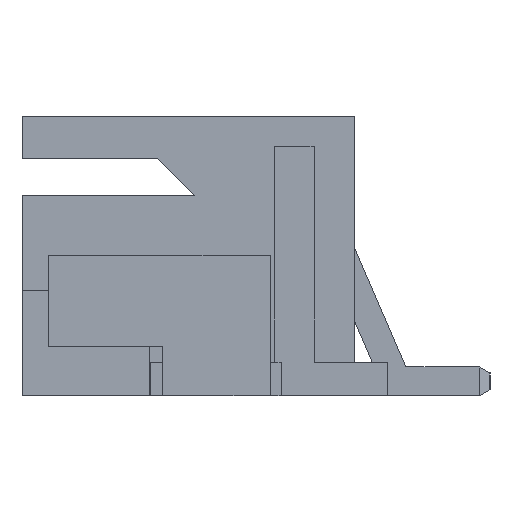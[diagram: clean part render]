
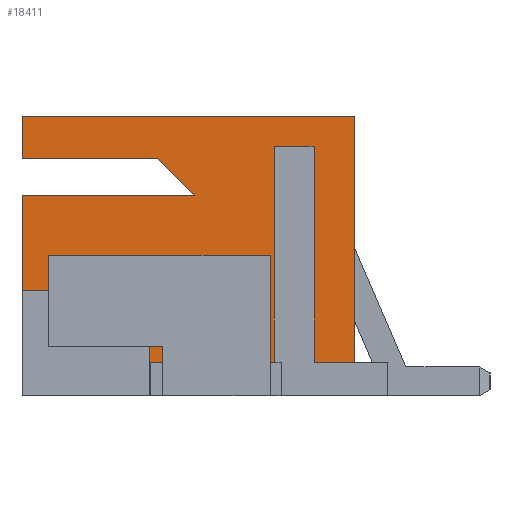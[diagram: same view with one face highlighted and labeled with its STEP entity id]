
A CAD part, left-side view. The second image highlights one B-rep face of the part: STEP entity #18411.
In plain terms, the highlighted planar face has unit normal (-1, 0, 0).
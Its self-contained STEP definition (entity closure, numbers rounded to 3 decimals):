
#1326=ORIENTED_EDGE('',*,*,#4187,.T.);
#1327=ORIENTED_EDGE('',*,*,#4932,.T.);
#1328=ORIENTED_EDGE('',*,*,#4933,.T.);
#1329=ORIENTED_EDGE('',*,*,#4934,.T.);
#1330=ORIENTED_EDGE('',*,*,#4926,.T.);
#1331=ORIENTED_EDGE('',*,*,#4291,.T.);
#1332=ORIENTED_EDGE('',*,*,#4317,.F.);
#1333=ORIENTED_EDGE('',*,*,#4313,.F.);
#1334=ORIENTED_EDGE('',*,*,#4935,.T.);
#1335=ORIENTED_EDGE('',*,*,#4936,.T.);
#1336=ORIENTED_EDGE('',*,*,#4937,.T.);
#1337=ORIENTED_EDGE('',*,*,#4938,.T.);
#1338=ORIENTED_EDGE('',*,*,#4939,.T.);
#1339=ORIENTED_EDGE('',*,*,#4309,.F.);
#1340=ORIENTED_EDGE('',*,*,#4940,.T.);
#1341=ORIENTED_EDGE('',*,*,#4941,.T.);
#1342=ORIENTED_EDGE('',*,*,#4942,.T.);
#1343=ORIENTED_EDGE('',*,*,#4332,.F.);
#1344=ORIENTED_EDGE('',*,*,#4943,.F.);
#1345=ORIENTED_EDGE('',*,*,#4179,.T.);
#4179=EDGE_CURVE('',#6081,#6080,#7297,.T.);
#4187=EDGE_CURVE('',#6080,#6087,#7305,.T.);
#4291=EDGE_CURVE('',#6189,#6188,#7409,.T.);
#4309=EDGE_CURVE('',#6203,#6199,#7427,.T.);
#4313=EDGE_CURVE('',#6204,#6206,#7431,.T.);
#4317=EDGE_CURVE('',#6206,#6188,#7435,.T.);
#4332=EDGE_CURVE('',#6221,#6222,#7450,.T.);
#4926=EDGE_CURVE('',#6650,#6189,#8044,.T.);
#4932=EDGE_CURVE('',#6087,#6654,#8050,.T.);
#4933=EDGE_CURVE('',#6654,#6655,#8051,.T.);
#4934=EDGE_CURVE('',#6655,#6650,#8052,.T.);
#4935=EDGE_CURVE('',#6204,#6656,#8053,.T.);
#4936=EDGE_CURVE('',#6656,#6657,#8054,.T.);
#4937=EDGE_CURVE('',#6657,#6658,#8055,.T.);
#4938=EDGE_CURVE('',#6658,#6659,#8056,.T.);
#4939=EDGE_CURVE('',#6659,#6199,#8057,.T.);
#4940=EDGE_CURVE('',#6203,#6660,#8058,.T.);
#4941=EDGE_CURVE('',#6660,#6661,#8059,.T.);
#4942=EDGE_CURVE('',#6661,#6222,#8060,.T.);
#4943=EDGE_CURVE('',#6081,#6221,#8061,.T.);
#6080=VERTEX_POINT('',#22922);
#6081=VERTEX_POINT('',#22924);
#6087=VERTEX_POINT('',#22938);
#6188=VERTEX_POINT('',#23147);
#6189=VERTEX_POINT('',#23149);
#6199=VERTEX_POINT('',#23176);
#6203=VERTEX_POINT('',#23184);
#6204=VERTEX_POINT('',#23191);
#6206=VERTEX_POINT('',#23194);
#6221=VERTEX_POINT('',#23230);
#6222=VERTEX_POINT('',#23232);
#6650=VERTEX_POINT('',#24382);
#6654=VERTEX_POINT('',#24393);
#6655=VERTEX_POINT('',#24395);
#6656=VERTEX_POINT('',#24398);
#6657=VERTEX_POINT('',#24400);
#6658=VERTEX_POINT('',#24402);
#6659=VERTEX_POINT('',#24404);
#6660=VERTEX_POINT('',#24407);
#6661=VERTEX_POINT('',#24409);
#7297=LINE('',#22923,#8925);
#7305=LINE('',#22939,#8933);
#7409=LINE('',#23148,#9037);
#7427=LINE('',#23185,#9055);
#7431=LINE('',#23193,#9059);
#7435=LINE('',#23200,#9063);
#7450=LINE('',#23231,#9078);
#8044=LINE('',#24381,#9672);
#8050=LINE('',#24392,#9678);
#8051=LINE('',#24394,#9679);
#8052=LINE('',#24396,#9680);
#8053=LINE('',#24397,#9681);
#8054=LINE('',#24399,#9682);
#8055=LINE('',#24401,#9683);
#8056=LINE('',#24403,#9684);
#8057=LINE('',#24405,#9685);
#8058=LINE('',#24406,#9686);
#8059=LINE('',#24408,#9687);
#8060=LINE('',#24410,#9688);
#8061=LINE('',#24411,#9689);
#8925=VECTOR('',#19817,1000.);
#8933=VECTOR('',#19827,1000.);
#9037=VECTOR('',#19939,1000.);
#9055=VECTOR('',#19965,1000.);
#9059=VECTOR('',#19973,1000.);
#9063=VECTOR('',#19979,1000.);
#9078=VECTOR('',#19998,1000.);
#9672=VECTOR('',#20848,1000.);
#9678=VECTOR('',#20856,1000.);
#9679=VECTOR('',#20857,1000.);
#9680=VECTOR('',#20858,1000.);
#9681=VECTOR('',#20859,1000.);
#9682=VECTOR('',#20860,1000.);
#9683=VECTOR('',#20861,1000.);
#9684=VECTOR('',#20862,1000.);
#9685=VECTOR('',#20863,1000.);
#9686=VECTOR('',#20864,1000.);
#9687=VECTOR('',#20865,1000.);
#9688=VECTOR('',#20866,1000.);
#9689=VECTOR('',#20867,1000.);
#10686=EDGE_LOOP('',(#1326,#1327,#1328,#1329,#1330,#1331,#1332,#1333,#1334,
#1335,#1336,#1337,#1338,#1339,#1340,#1341,#1342,#1343,#1344,#1345));
#11506=FACE_BOUND('',#10686,.T.);
#12326=PLANE('',#19206);
#18411=ADVANCED_FACE('',(#11506),#12326,.F.);
#19206=AXIS2_PLACEMENT_3D('',#24391,#20854,#20855);
#19817=DIRECTION('',(0.,1.,0.));
#19827=DIRECTION('',(0.,0.,-1.));
#19939=DIRECTION('',(0.,-1.,0.));
#19965=DIRECTION('',(0.,1.,0.));
#19973=DIRECTION('',(0.,1.,0.));
#19979=DIRECTION('',(0.,0.,-1.));
#19998=DIRECTION('',(0.,1.,0.));
#20848=DIRECTION('',(0.,0.,-1.));
#20854=DIRECTION('',(1.,0.,0.));
#20855=DIRECTION('',(0.,0.,-1.));
#20856=DIRECTION('',(0.,-1.,0.));
#20857=DIRECTION('',(0.,-0.707,-0.707));
#20858=DIRECTION('',(0.,1.,0.));
#20859=DIRECTION('',(0.,0.,1.));
#20860=DIRECTION('',(0.,1.,0.));
#20861=DIRECTION('',(0.,0.,1.));
#20862=DIRECTION('',(0.,-1.,0.));
#20863=DIRECTION('',(0.,0.,-1.));
#20864=DIRECTION('',(0.,0.,1.));
#20865=DIRECTION('',(0.,-1.,0.));
#20866=DIRECTION('',(0.,0.,-1.));
#20867=DIRECTION('',(0.,0.,-1.));
#22922=CARTESIAN_POINT('',(-25.235,9.906,5.918));
#22923=CARTESIAN_POINT('',(-25.235,2.87,5.918));
#22924=CARTESIAN_POINT('',(-25.235,2.87,5.918));
#22938=CARTESIAN_POINT('',(-25.235,9.906,5.029));
#22939=CARTESIAN_POINT('',(-25.235,9.906,0.711));
#23147=CARTESIAN_POINT('',(-25.235,7.188,0.));
#23148=CARTESIAN_POINT('',(-25.235,9.906,0.));
#23149=CARTESIAN_POINT('',(-25.235,9.906,0.));
#23176=CARTESIAN_POINT('',(-25.235,4.65,0.711));
#23184=CARTESIAN_POINT('',(-25.235,4.563,0.711));
#23185=CARTESIAN_POINT('',(-25.235,2.87,0.711));
#23191=CARTESIAN_POINT('',(-25.235,6.934,0.711));
#23193=CARTESIAN_POINT('',(-25.235,2.87,0.711));
#23194=CARTESIAN_POINT('',(-25.235,7.188,0.711));
#23200=CARTESIAN_POINT('',(-25.235,7.188,0.711));
#23230=CARTESIAN_POINT('',(-25.235,2.87,0.711));
#23231=CARTESIAN_POINT('',(-25.235,2.87,0.711));
#23232=CARTESIAN_POINT('',(-25.235,3.724,0.711));
#24381=CARTESIAN_POINT('',(-25.235,9.906,0.711));
#24382=CARTESIAN_POINT('',(-25.235,9.906,4.245));
#24391=CARTESIAN_POINT('',(-25.235,9.906,0.711));
#24392=CARTESIAN_POINT('',(-25.235,9.906,5.029));
#24393=CARTESIAN_POINT('',(-25.235,7.033,5.029));
#24394=CARTESIAN_POINT('',(-25.235,6.31,4.307));
#24395=CARTESIAN_POINT('',(-25.235,6.248,4.245));
#24396=CARTESIAN_POINT('',(-25.235,9.906,4.245));
#24397=CARTESIAN_POINT('',(-25.235,6.934,0.));
#24398=CARTESIAN_POINT('',(-25.235,6.934,1.041));
#24399=CARTESIAN_POINT('',(-25.235,6.934,1.041));
#24400=CARTESIAN_POINT('',(-25.235,9.349,1.041));
#24401=CARTESIAN_POINT('',(-25.235,9.349,1.041));
#24402=CARTESIAN_POINT('',(-25.235,9.349,2.972));
#24403=CARTESIAN_POINT('',(-25.235,9.349,2.972));
#24404=CARTESIAN_POINT('',(-25.235,4.65,2.972));
#24405=CARTESIAN_POINT('',(-25.235,4.65,2.972));
#24406=CARTESIAN_POINT('',(-25.235,4.563,0.711));
#24407=CARTESIAN_POINT('',(-25.235,4.563,5.283));
#24408=CARTESIAN_POINT('',(-25.235,9.906,5.283));
#24409=CARTESIAN_POINT('',(-25.235,3.724,5.283));
#24410=CARTESIAN_POINT('',(-25.235,3.724,0.711));
#24411=CARTESIAN_POINT('',(-25.235,2.87,5.918));
